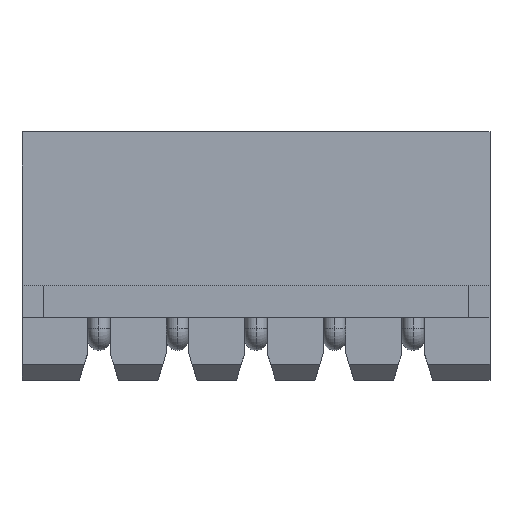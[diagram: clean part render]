
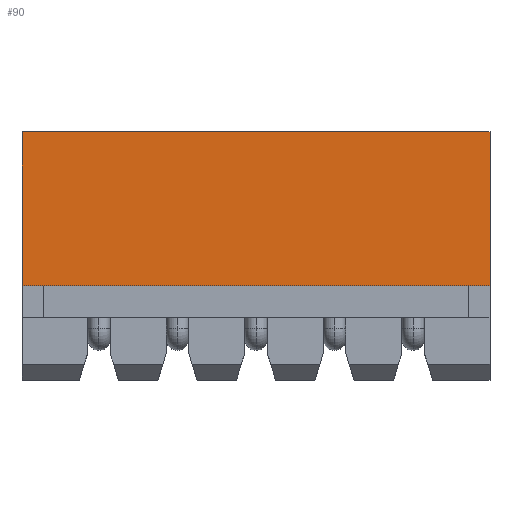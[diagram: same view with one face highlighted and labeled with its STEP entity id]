
A CAD part, top view. The second image highlights one B-rep face of the part: STEP entity #90.
In plain terms, the highlighted planar face has unit normal (0, 0, 1).
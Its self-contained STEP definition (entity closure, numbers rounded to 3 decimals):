
#90=ADVANCED_FACE('',(#302),#303,.T.);
#302=FACE_OUTER_BOUND('',#692,.T.);
#303=PLANE('',#693);
#692=EDGE_LOOP('',(#1809,#1810,#1811,#1812));
#693=AXIS2_PLACEMENT_3D('',#1813,#1814,#1815);
#1809=ORIENTED_EDGE('',*,*,#3140,.T.);
#1810=ORIENTED_EDGE('',*,*,#3103,.F.);
#1811=ORIENTED_EDGE('',*,*,#3128,.F.);
#1812=ORIENTED_EDGE('',*,*,#3141,.T.);
#1813=CARTESIAN_POINT('',(-7.45,-2.95,2.45));
#1814=DIRECTION('',(0.0,0.0,1.0));
#1815=DIRECTION('',(1.0,-0.0,0.0));
#3103=EDGE_CURVE('',#3572,#3574,#3575,.T.);
#3128=EDGE_CURVE('',#3620,#3572,#3622,.T.);
#3140=EDGE_CURVE('',#3644,#3574,#3645,.T.);
#3141=EDGE_CURVE('',#3620,#3644,#3646,.T.);
#3572=VERTEX_POINT('',#4244);
#3574=VERTEX_POINT('',#4247);
#3575=LINE('',#4248,#4249);
#3620=VERTEX_POINT('',#4317);
#3622=LINE('',#4320,#4321);
#3644=VERTEX_POINT('',#4354);
#3645=LINE('',#4355,#4356);
#3646=LINE('',#4357,#4358);
#4244=CARTESIAN_POINT('',(-7.45,2.95,2.45));
#4247=CARTESIAN_POINT('',(7.45,2.95,2.45));
#4248=CARTESIAN_POINT('',(-7.45,2.95,2.45));
#4249=VECTOR('',#5228,14.9);
#4317=CARTESIAN_POINT('',(-7.45,-1.95,2.45));
#4320=CARTESIAN_POINT('',(-7.45,-1.95,2.45));
#4321=VECTOR('',#5253,4.9);
#4354=CARTESIAN_POINT('',(7.45,-1.95,2.45));
#4355=CARTESIAN_POINT('',(7.45,-1.95,2.45));
#4356=VECTOR('',#5265,4.9);
#4357=CARTESIAN_POINT('',(-7.45,-1.95,2.45));
#4358=VECTOR('',#5266,14.9);
#5228=DIRECTION('',(1.0,0.0,0.0));
#5253=DIRECTION('',(0.0,1.0,0.0));
#5265=DIRECTION('',(0.0,1.0,0.0));
#5266=DIRECTION('',(1.0,0.0,0.0));
